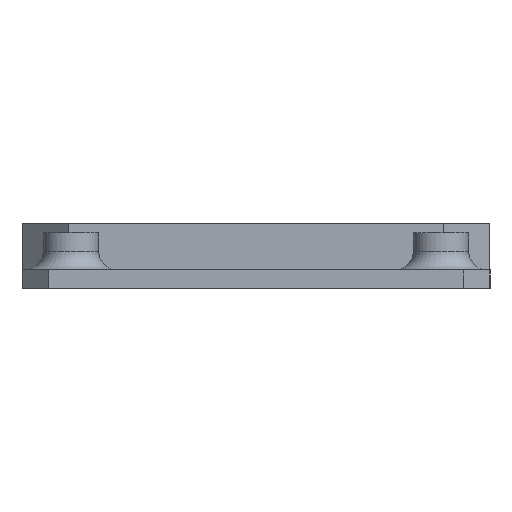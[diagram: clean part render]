
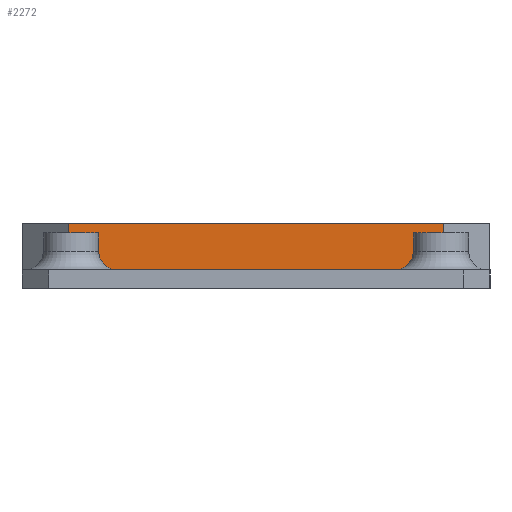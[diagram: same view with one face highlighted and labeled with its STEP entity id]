
A CAD part, front view. The second image highlights one B-rep face of the part: STEP entity #2272.
In plain terms, the highlighted planar face has unit normal (0, -1, 0).
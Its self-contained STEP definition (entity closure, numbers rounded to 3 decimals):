
#94=PLANE('',#2446);
#223=FACE_OUTER_BOUND('',#354,.T.);
#354=EDGE_LOOP('',(#1641,#1642,#1643,#1644));
#538=LINE('',#3564,#695);
#547=LINE('',#3597,#704);
#548=LINE('',#3600,#705);
#549=LINE('',#3601,#706);
#695=VECTOR('',#2778,10.);
#704=VECTOR('',#2813,10.);
#705=VECTOR('',#2816,10.);
#706=VECTOR('',#2817,10.);
#1043=VERTEX_POINT('',#3561);
#1044=VERTEX_POINT('',#3563);
#1055=VERTEX_POINT('',#3594);
#1056=VERTEX_POINT('',#3599);
#1269=EDGE_CURVE('',#1043,#1044,#538,.T.);
#1286=EDGE_CURVE('',#1055,#1044,#547,.T.);
#1287=EDGE_CURVE('',#1055,#1056,#548,.T.);
#1288=EDGE_CURVE('',#1056,#1043,#549,.T.);
#1641=ORIENTED_EDGE('',*,*,#1287,.F.);
#1642=ORIENTED_EDGE('',*,*,#1286,.T.);
#1643=ORIENTED_EDGE('',*,*,#1269,.F.);
#1644=ORIENTED_EDGE('',*,*,#1288,.F.);
#2272=ADVANCED_FACE('',(#223),#94,.T.);
#2446=AXIS2_PLACEMENT_3D('',#3598,#2814,#2815);
#2778=DIRECTION('',(1.,0.,0.));
#2813=DIRECTION('',(0.,0.,1.));
#2814=DIRECTION('center_axis',(0.,-1.,0.));
#2815=DIRECTION('ref_axis',(1.,0.,0.));
#2816=DIRECTION('',(-1.,0.,0.));
#2817=DIRECTION('',(0.,0.,1.));
#3561=CARTESIAN_POINT('',(46.7,-71.085,7.999));
#3563=CARTESIAN_POINT('',(87.3,-71.085,7.999));
#3564=CARTESIAN_POINT('',(87.3,-71.085,7.999));
#3594=CARTESIAN_POINT('',(87.3,-71.085,2.999));
#3597=CARTESIAN_POINT('',(87.3,-71.085,2.999));
#3598=CARTESIAN_POINT('Origin',(46.7,-71.085,2.999));
#3599=CARTESIAN_POINT('',(46.7,-71.085,2.999));
#3600=CARTESIAN_POINT('',(56.85,-71.085,2.999));
#3601=CARTESIAN_POINT('',(46.7,-71.085,2.999));
